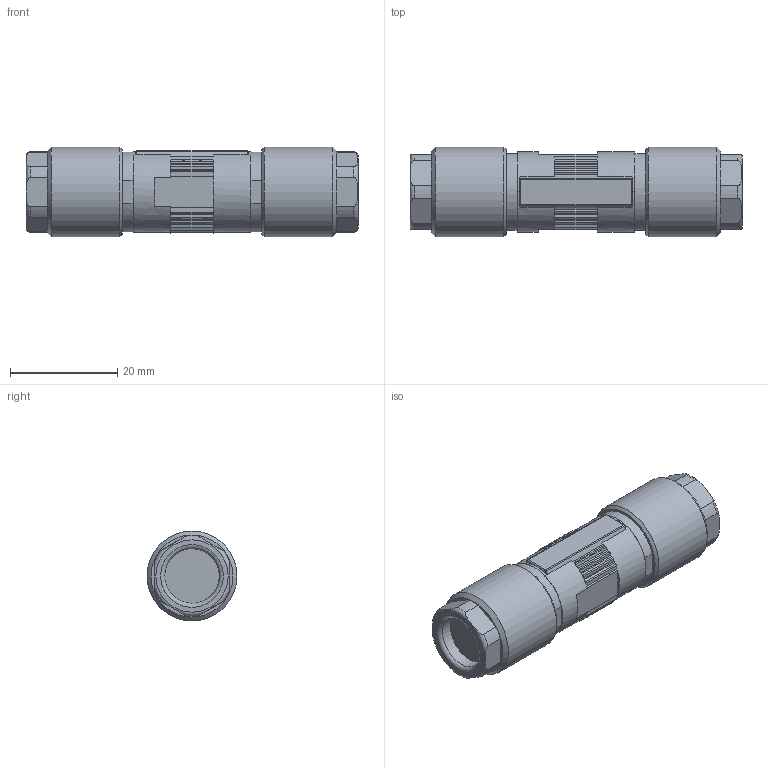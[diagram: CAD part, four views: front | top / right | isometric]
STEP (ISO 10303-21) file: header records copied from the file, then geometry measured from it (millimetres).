
FILE_DESCRIPTION(/* description */ (''),/* implementation_level */ '2;1');
FILE_NAME(/* name */ 'IE-LVCS8.stp',/* time_stamp */ '2016-09-21T10:23:40+02:00',/* author */ (''),/* organization */ (''),/* preprocessor_version */ 'ST-DEVELOPER v16',/* originating_system */ 'SIEMENS PLM Software NX 10.0',/* authorisation */ '');
FILE_SCHEMA (('AUTOMOTIVE_DESIGN { 1 0 10303 214 3 1 1 1 }'));
Length unit declared in the file: millimetre
Products named in the file (1): IE-LVCS8
Bounding box: 62 x 16.8 x 16.8 mm (x, y, z)
Volume: 11579.5 mm3; surface area: 3772.1 mm2
Topology: 1 solids, 1 shells, 268 faces, 696 edges, 434 vertices
Faces by surface type: plane 183, bspline 49, cylinder 24, torus 4, cone 4, sphere 4
Full cylindrical faces by diameter (mm): 10.2 x2, 16.8 x2
Entity records: 10598 total; most frequent: CARTESIAN_POINT 5008, ORIENTED_EDGE 1344, DIRECTION 804, EDGE_CURVE 672, VERTEX_POINT 426, B_SPLINE_CURVE_WITH_KNOTS 360, EDGE_LOOP 288, AXIS2_PLACEMENT_3D 272
